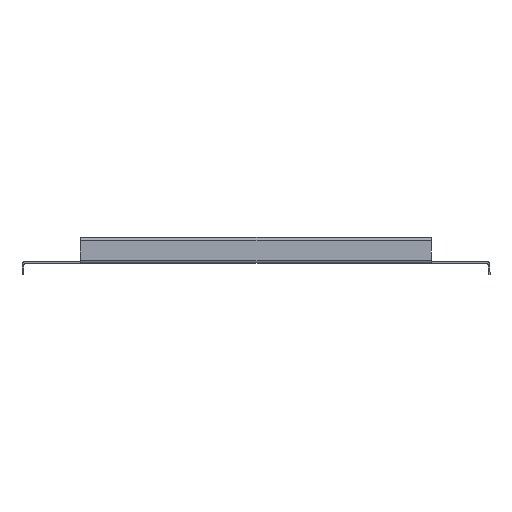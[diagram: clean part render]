
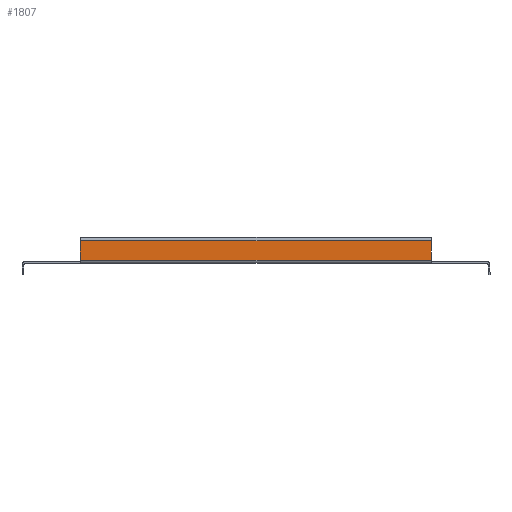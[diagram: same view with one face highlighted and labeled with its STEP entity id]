
A CAD part, front view. The second image highlights one B-rep face of the part: STEP entity #1807.
In plain terms, the highlighted planar face has unit normal (0, -1, 0).
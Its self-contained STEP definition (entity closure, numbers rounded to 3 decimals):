
#57 = DIRECTION ( 'NONE',  ( 0., 1., 0. ) ) ;
#74 = VECTOR ( 'NONE', #677, 1000. ) ;
#79 = PLANE ( 'NONE',  #1462 ) ;
#86 = EDGE_LOOP ( 'NONE', ( #295, #1251, #1687, #186 ) ) ;
#186 = ORIENTED_EDGE ( 'NONE', *, *, #1647, .T. ) ;
#199 = DIRECTION ( 'NONE',  ( -1., 0., 0. ) ) ;
#234 = FACE_OUTER_BOUND ( 'NONE', #86, .T. ) ;
#286 = CARTESIAN_POINT ( 'NONE',  ( 45., -2.5, 1. ) ) ;
#295 = ORIENTED_EDGE ( 'NONE', *, *, #2064, .T. ) ;
#361 = VECTOR ( 'NONE', #1860, 1000. ) ;
#482 = LINE ( 'NONE', #662, #361 ) ;
#614 = CARTESIAN_POINT ( 'NONE',  ( 315., -2.5, 1. ) ) ;
#662 = CARTESIAN_POINT ( 'NONE',  ( 315., -2.5, 0. ) ) ;
#677 = DIRECTION ( 'NONE',  ( -1., 0., 0. ) ) ;
#757 = CARTESIAN_POINT ( 'NONE',  ( 0., -2.5, 0. ) ) ;
#864 = CARTESIAN_POINT ( 'NONE',  ( 45., -2.5, 0. ) ) ;
#1010 = LINE ( 'NONE', #1695, #74 ) ;
#1088 = VERTEX_POINT ( 'NONE', #1979 ) ;
#1137 = VERTEX_POINT ( 'NONE', #614 ) ;
#1144 = EDGE_CURVE ( 'NONE', #1137, #1957, #1908, .T. ) ;
#1251 = ORIENTED_EDGE ( 'NONE', *, *, #1775, .T. ) ;
#1462 = AXIS2_PLACEMENT_3D ( 'NONE', #757, #57, #1945 ) ;
#1472 = VECTOR ( 'NONE', #199, 1000. ) ;
#1638 = VECTOR ( 'NONE', #1886, 1000. ) ;
#1647 = EDGE_CURVE ( 'NONE', #1137, #2036, #482, .T. ) ;
#1687 = ORIENTED_EDGE ( 'NONE', *, *, #1144, .F. ) ;
#1695 = CARTESIAN_POINT ( 'NONE',  ( 315., -2.5, 16. ) ) ;
#1775 = EDGE_CURVE ( 'NONE', #1088, #1957, #1911, .T. ) ;
#1807 = ADVANCED_FACE ( 'NONE', ( #234 ), #79, .F. ) ;
#1860 = DIRECTION ( 'NONE',  ( 0., 0., 1. ) ) ;
#1877 = CARTESIAN_POINT ( 'NONE',  ( 315., -2.5, 16. ) ) ;
#1886 = DIRECTION ( 'NONE',  ( 0., 0., -1. ) ) ;
#1908 = LINE ( 'NONE', #2089, #1472 ) ;
#1911 = LINE ( 'NONE', #864, #1638 ) ;
#1945 = DIRECTION ( 'NONE',  ( 0., 0., 1. ) ) ;
#1957 = VERTEX_POINT ( 'NONE', #286 ) ;
#1979 = CARTESIAN_POINT ( 'NONE',  ( 45., -2.5, 16. ) ) ;
#2036 = VERTEX_POINT ( 'NONE', #1877 ) ;
#2064 = EDGE_CURVE ( 'NONE', #2036, #1088, #1010, .T. ) ;
#2089 = CARTESIAN_POINT ( 'NONE',  ( 45., -2.5, 1. ) ) ;
